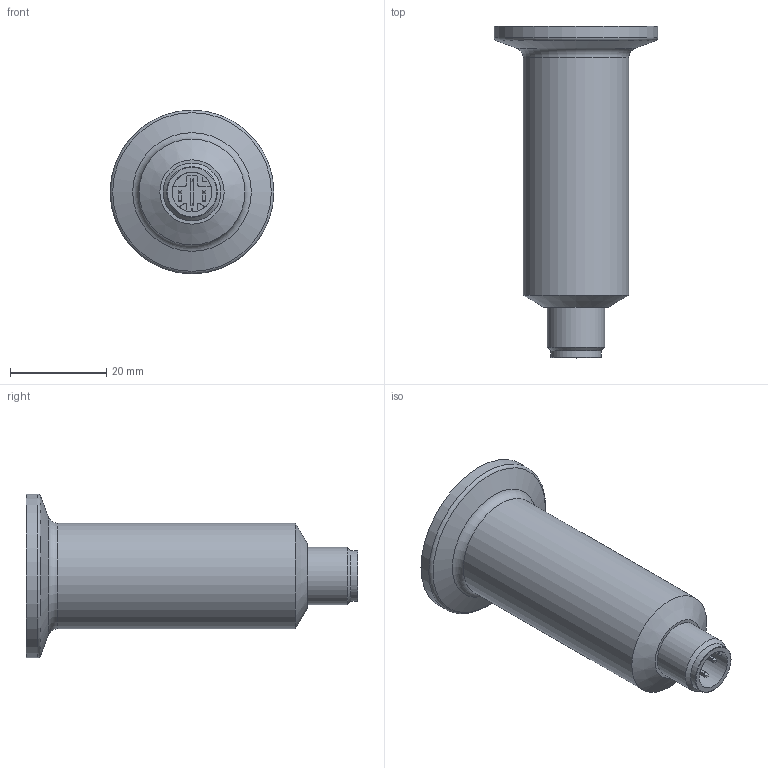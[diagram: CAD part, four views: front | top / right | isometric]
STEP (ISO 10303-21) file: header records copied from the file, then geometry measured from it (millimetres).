
FILE_DESCRIPTION( ( 'Unknown' ), '1' );
FILE_NAME( 'PBMH_xxxxxxxx1457xxxxxx.stp', 'Unknown', ( 'Unknown' ), ( 'Unknown' ), 'PSStep 15.0.49', 'Unknown', ' ' );
FILE_SCHEMA( ( 'AUTOMOTIVE_DESIGN { 1 0 10303 214 1 1 1 1 }' ) );
Length unit declared in the file: millimetre
Products named in the file (1): 142551
Bounding box: 34 x 68.9 x 34 mm (x, y, z)
Volume: 24541.9 mm3; surface area: 7025.5 mm2
Topology: 1 solids, 3 shells, 129 faces, 339 edges, 222 vertices
Faces by surface type: plane 80, cylinder 37, cone 9, torus 3
Full cylindrical faces by diameter (mm): 0.4 x1, 0.8 x1, 8.3 x1, 9.4 x1, 9.45 x1, 9.55 x1, 10.5 x1, 12 x1, 22 x1, 34 x1
Entity records: 4877 total; most frequent: CARTESIAN_POINT 683, DIRECTION 663, ORIENTED_EDGE 628, EDGE_CURVE 314, AXIS2_PLACEMENT_3D 227, VERTEX_POINT 215, LINE 209, VECTOR 209
